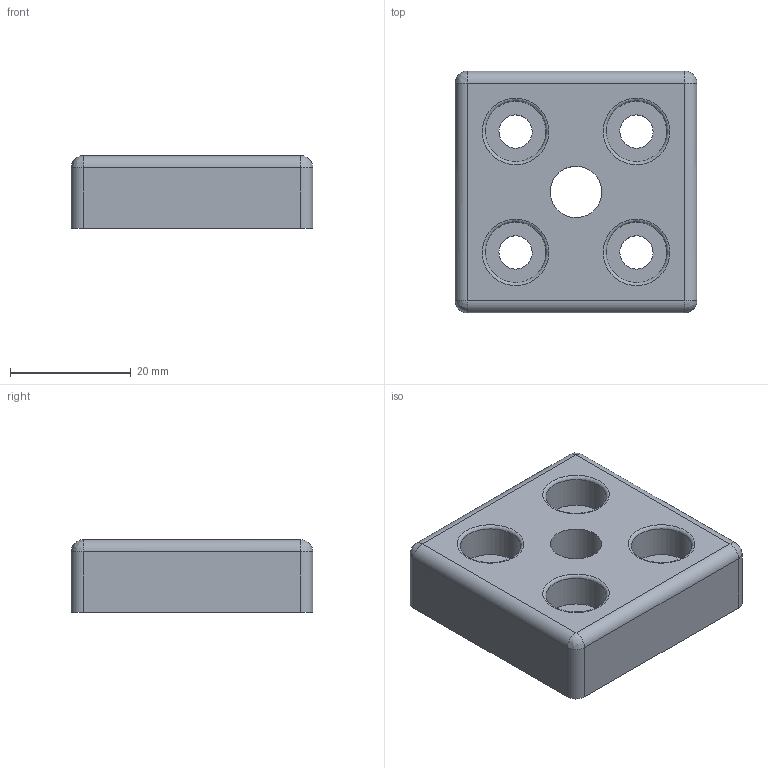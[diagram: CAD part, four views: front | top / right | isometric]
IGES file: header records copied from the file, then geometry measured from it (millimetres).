
Global section: file name: 524010; native system: Autodesk Inventor 2021; preprocessor: unknown; author: Mrówczyńska,,; organization: 11; date: 20221018.065314; units: millimetre
Bounding box: 40 x 40 x 12 mm (x, y, z)
Volume: 12361.7 mm3; surface area: 8174.4 mm2
Topology: 1 solids, 1 shells, 115 faces, 289 edges, 168 vertices
Faces by surface type: bspline 115
